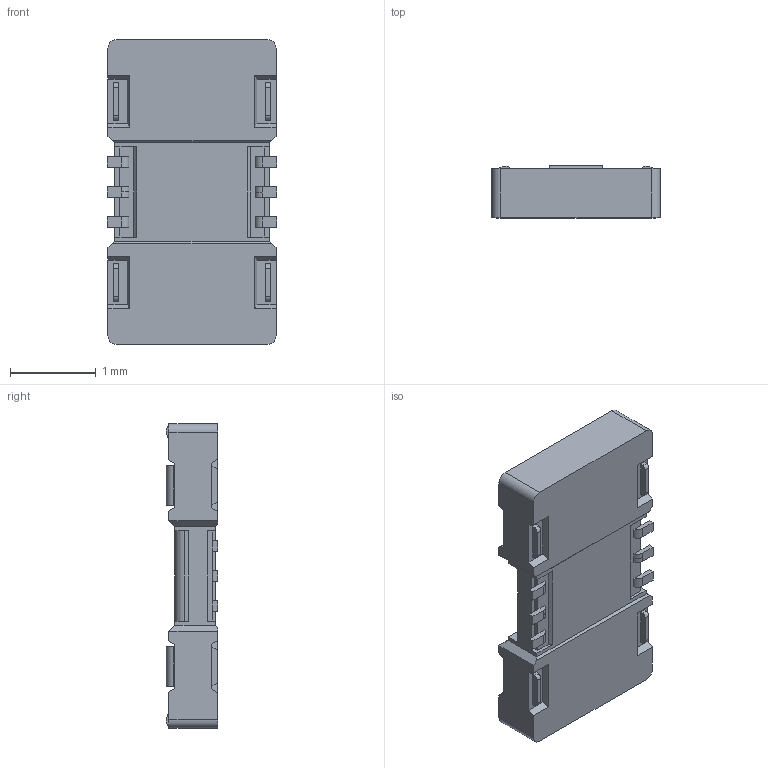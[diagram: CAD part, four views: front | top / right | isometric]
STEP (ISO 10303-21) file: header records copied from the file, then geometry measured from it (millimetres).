
FILE_DESCRIPTION(('FreeCAD Model'),'2;1');
FILE_NAME('BM23FR0.6-6DS-0.35V(51)_4800287051_3dstep.stp','2020-03-15T17:15:51',('Author'),(''), 'Open CASCADE STEP processor 7.3','FreeCAD','Unknown');
FILE_SCHEMA(('AUTOMOTIVE_DESIGN { 1 0 10303 214 1 1 1 1 }'));
Length unit declared in the file: millimetre
Products named in the file (2): 3D_BM23P0_6-6DS-0_35V.stp; 3D_BM23P0_6-6DS-0_35V.prt
Assembly tree (1 placements, depth 2):
  3D_BM23P0_6-6DS-0_35V.stp
    3D_BM23P0_6-6DS-0_35V.prt
Bounding box: 1.98 x 0.6 x 3.55 mm (x, y, z)
Volume: 2.4 mm3; surface area: 25.7 mm2
Topology: 1 solids, 13 shells, 441 faces, 1198 edges, 778 vertices
Faces by surface type: plane 361, cylinder 64, cone 16
Entity records: 16832 total; most frequent: CARTESIAN_POINT 2541, ORIENTED_EDGE 2376, DIRECTION 2210, EDGE_CURVE 1188, LINE 1012, VECTOR 1012, VERTEX_POINT 778, AXIS2_PLACEMENT_3D 599
